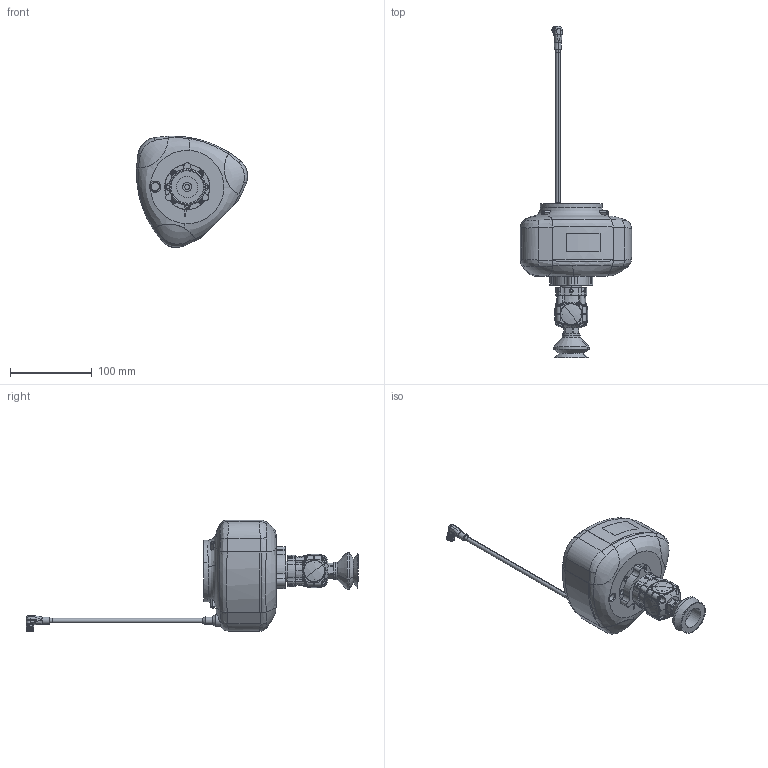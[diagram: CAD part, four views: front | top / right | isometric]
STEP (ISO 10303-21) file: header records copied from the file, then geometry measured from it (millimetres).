
FILE_DESCRIPTION(('STEP AP203'),'1');
FILE_NAME('10_03_01_00768.stp','2025-12-18T09:58:35',('TraceParts'),('TraceParts S.A.S.'),'Spatial InterOp 3D',' ',' ');
FILE_SCHEMA(('CONFIG_CONTROL_DESIGN'));
Length unit declared in the file: millimetre
Products named in the file (1): 1
Bounding box: 136.28 x 407.21 x 136.85 mm (x, y, z)
Volume: 1062253.9 mm3; surface area: 203421 mm2
Topology: 59 solids, 66 shells, 4713 faces, 11674 edges, 7211 vertices
Faces by surface type: plane 1377, cylinder 1225, bspline 1170, torus 466, cone 351, sphere 124
Entity records: 196918 total; most frequent: CARTESIAN_POINT 92987, ORIENTED_EDGE 23076, DIRECTION 19554, EDGE_CURVE 11538, AXIS2_PLACEMENT_3D 7534, VERTEX_POINT 7211, EDGE_LOOP 5083, ADVANCED_FACE 4713
